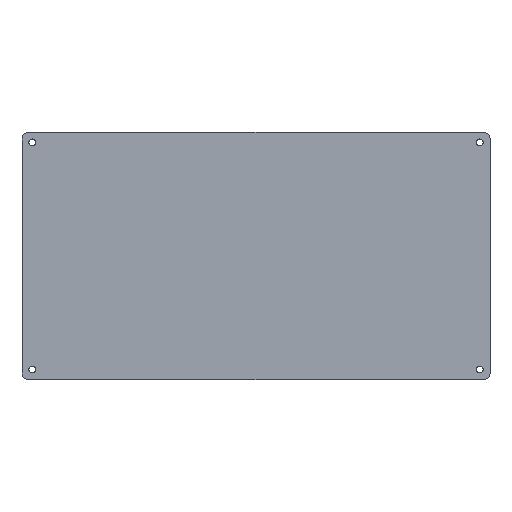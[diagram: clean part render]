
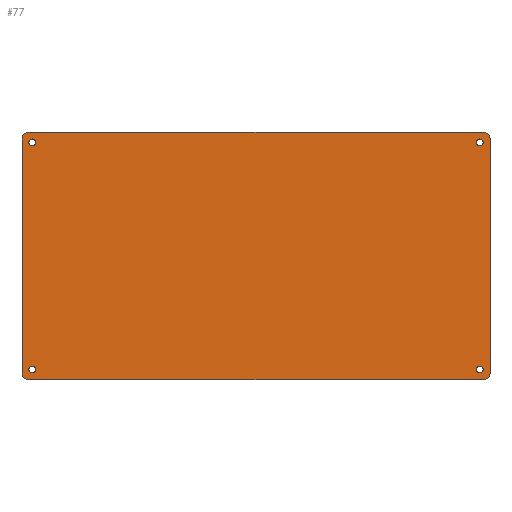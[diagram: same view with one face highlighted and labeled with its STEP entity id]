
A CAD part, top view. The second image highlights one B-rep face of the part: STEP entity #77.
In plain terms, the highlighted planar face has unit normal (0, 0, 1).
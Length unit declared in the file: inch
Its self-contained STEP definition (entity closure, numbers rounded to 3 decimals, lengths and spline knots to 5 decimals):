
#11 = AXIS2_PLACEMENT_3D ( 'NONE', #494, #93, #412 ) ;
#16 = CARTESIAN_POINT ( 'NONE',  ( 8., -4.125, 0. ) ) ;
#17 = FACE_BOUND ( 'NONE', #228, .T. ) ;
#20 = DIRECTION ( 'NONE',  ( 0., 0., 1. ) ) ;
#25 = ORIENTED_EDGE ( 'NONE', *, *, #329, .T. ) ;
#28 = VERTEX_POINT ( 'NONE', #202 ) ;
#35 = CARTESIAN_POINT ( 'NONE',  ( -8.5, -4.25, 0. ) ) ;
#41 = DIRECTION ( 'NONE',  ( 0., 0., -1. ) ) ;
#49 = CARTESIAN_POINT ( 'NONE',  ( -8.25, 4.5, 0. ) ) ;
#50 = FACE_OUTER_BOUND ( 'NONE', #503, .T. ) ;
#51 = AXIS2_PLACEMENT_3D ( 'NONE', #474, #120, #435 ) ;
#55 = LINE ( 'NONE', #173, #383 ) ;
#57 = VERTEX_POINT ( 'NONE', #483 ) ;
#66 = VERTEX_POINT ( 'NONE', #275 ) ;
#67 = ORIENTED_EDGE ( 'NONE', *, *, #211, .F. ) ;
#72 = CARTESIAN_POINT ( 'NONE',  ( 8.125, 4.125, 0. ) ) ;
#74 = CIRCLE ( 'NONE', #11, 0.25 ) ;
#77 = ADVANCED_FACE ( 'NONE', ( #380, #103, #17, #341, #50 ), #214, .T. ) ;
#78 = VERTEX_POINT ( 'NONE', #178 ) ;
#87 = CARTESIAN_POINT ( 'NONE',  ( -8.125, -4.125, 0. ) ) ;
#89 = DIRECTION ( 'NONE',  ( 0., 0., -1. ) ) ;
#92 = VERTEX_POINT ( 'NONE', #375 ) ;
#93 = DIRECTION ( 'NONE',  ( 0., 0., -1. ) ) ;
#101 = CARTESIAN_POINT ( 'NONE',  ( -8.25, -4.125, 0. ) ) ;
#103 = FACE_BOUND ( 'NONE', #301, .T. ) ;
#104 = ORIENTED_EDGE ( 'NONE', *, *, #251, .F. ) ;
#106 = EDGE_CURVE ( 'NONE', #270, #66, #74, .T. ) ;
#109 = ORIENTED_EDGE ( 'NONE', *, *, #411, .F. ) ;
#120 = DIRECTION ( 'NONE',  ( 0., 0., -1. ) ) ;
#123 = CARTESIAN_POINT ( 'NONE',  ( -8.25, -4.5, 0. ) ) ;
#132 = AXIS2_PLACEMENT_3D ( 'NONE', #288, #338, #136 ) ;
#133 = CARTESIAN_POINT ( 'NONE',  ( 8.5, 4.25, 0. ) ) ;
#136 = DIRECTION ( 'NONE',  ( -1., 0., 0. ) ) ;
#146 = ORIENTED_EDGE ( 'NONE', *, *, #455, .F. ) ;
#148 = CIRCLE ( 'NONE', #224, 0.125 ) ;
#149 = VERTEX_POINT ( 'NONE', #133 ) ;
#150 = DIRECTION ( 'NONE',  ( -1., 0., 0. ) ) ;
#152 = ORIENTED_EDGE ( 'NONE', *, *, #434, .T. ) ;
#155 = ORIENTED_EDGE ( 'NONE', *, *, #292, .F. ) ;
#156 = VECTOR ( 'NONE', #271, 39.37008 ) ;
#159 = DIRECTION ( 'NONE',  ( -1., 0., 0. ) ) ;
#161 = DIRECTION ( 'NONE',  ( 0., 0., -1. ) ) ;
#173 = CARTESIAN_POINT ( 'NONE',  ( 8.5, 4.25, 0. ) ) ;
#178 = CARTESIAN_POINT ( 'NONE',  ( -8.25, 4.5, 0. ) ) ;
#180 = EDGE_LOOP ( 'NONE', ( #25 ) ) ;
#187 = ORIENTED_EDGE ( 'NONE', *, *, #439, .F. ) ;
#198 = AXIS2_PLACEMENT_3D ( 'NONE', #72, #238, #150 ) ;
#202 = CARTESIAN_POINT ( 'NONE',  ( -8.5, 4.25, 0. ) ) ;
#211 = EDGE_CURVE ( 'NONE', #277, #149, #305, .T. ) ;
#212 = DIRECTION ( 'NONE',  ( 1., 0., 0. ) ) ;
#214 = PLANE ( 'NONE',  #430 ) ;
#217 = EDGE_CURVE ( 'NONE', #78, #277, #385, .T. ) ;
#224 = AXIS2_PLACEMENT_3D ( 'NONE', #246, #281, #397 ) ;
#228 = EDGE_LOOP ( 'NONE', ( #152 ) ) ;
#238 = DIRECTION ( 'NONE',  ( 0., 0., -1. ) ) ;
#239 = CARTESIAN_POINT ( 'NONE',  ( -8.5, -4.25, 0. ) ) ;
#241 = DIRECTION ( 'NONE',  ( 0., 1., 0. ) ) ;
#242 = AXIS2_PLACEMENT_3D ( 'NONE', #476, #41, #159 ) ;
#246 = CARTESIAN_POINT ( 'NONE',  ( 8.125, -4.125, 0. ) ) ;
#248 = DIRECTION ( 'NONE',  ( -1., 0., 0. ) ) ;
#251 = EDGE_CURVE ( 'NONE', #149, #270, #55, .T. ) ;
#254 = CARTESIAN_POINT ( 'NONE',  ( 0., 0., 0. ) ) ;
#258 = DIRECTION ( 'NONE',  ( 1., 0., 0. ) ) ;
#264 = ORIENTED_EDGE ( 'NONE', *, *, #388, .T. ) ;
#268 = CARTESIAN_POINT ( 'NONE',  ( 8.25, -4.5, 0. ) ) ;
#270 = VERTEX_POINT ( 'NONE', #315 ) ;
#271 = DIRECTION ( 'NONE',  ( -1., 0., 0. ) ) ;
#272 = ORIENTED_EDGE ( 'NONE', *, *, #217, .F. ) ;
#275 = CARTESIAN_POINT ( 'NONE',  ( 8.25, -4.5, 0. ) ) ;
#277 = VERTEX_POINT ( 'NONE', #354 ) ;
#280 = CIRCLE ( 'NONE', #51, 0.25 ) ;
#281 = DIRECTION ( 'NONE',  ( 0., 0., -1. ) ) ;
#288 = CARTESIAN_POINT ( 'NONE',  ( 8.25, 4.25, 0. ) ) ;
#292 = EDGE_CURVE ( 'NONE', #66, #470, #428, .T. ) ;
#295 = EDGE_LOOP ( 'NONE', ( #493 ) ) ;
#301 = EDGE_LOOP ( 'NONE', ( #264 ) ) ;
#305 = CIRCLE ( 'NONE', #132, 0.25 ) ;
#315 = CARTESIAN_POINT ( 'NONE',  ( 8.5, -4.25, 0. ) ) ;
#318 = DIRECTION ( 'NONE',  ( -1., 0., 0. ) ) ;
#325 = LINE ( 'NONE', #35, #406 ) ;
#329 = EDGE_CURVE ( 'NONE', #57, #57, #463, .T. ) ;
#338 = DIRECTION ( 'NONE',  ( 0., 0., -1. ) ) ;
#341 = FACE_BOUND ( 'NONE', #180, .T. ) ;
#354 = CARTESIAN_POINT ( 'NONE',  ( 8.25, 4.5, 0. ) ) ;
#363 = CARTESIAN_POINT ( 'NONE',  ( -8.125, 4.125, 0. ) ) ;
#364 = EDGE_CURVE ( 'NONE', #414, #414, #148, .T. ) ;
#367 = VERTEX_POINT ( 'NONE', #239 ) ;
#374 = VECTOR ( 'NONE', #212, 39.37008 ) ;
#375 = CARTESIAN_POINT ( 'NONE',  ( -8.25, 4.125, 0. ) ) ;
#380 = FACE_BOUND ( 'NONE', #295, .T. ) ;
#383 = VECTOR ( 'NONE', #389, 39.37008 ) ;
#385 = LINE ( 'NONE', #49, #374 ) ;
#388 = EDGE_CURVE ( 'NONE', #487, #487, #424, .T. ) ;
#389 = DIRECTION ( 'NONE',  ( 0., -1., 0. ) ) ;
#395 = ORIENTED_EDGE ( 'NONE', *, *, #106, .F. ) ;
#397 = DIRECTION ( 'NONE',  ( -1., 0., 0. ) ) ;
#406 = VECTOR ( 'NONE', #241, 39.37008 ) ;
#411 = EDGE_CURVE ( 'NONE', #367, #28, #325, .T. ) ;
#412 = DIRECTION ( 'NONE',  ( -1., 0., 0. ) ) ;
#414 = VERTEX_POINT ( 'NONE', #16 ) ;
#424 = CIRCLE ( 'NONE', #486, 0.125 ) ;
#428 = LINE ( 'NONE', #268, #156 ) ;
#430 = AXIS2_PLACEMENT_3D ( 'NONE', #254, #20, #258 ) ;
#434 = EDGE_CURVE ( 'NONE', #92, #92, #505, .T. ) ;
#435 = DIRECTION ( 'NONE',  ( -1., 0., 0. ) ) ;
#439 = EDGE_CURVE ( 'NONE', #470, #367, #280, .T. ) ;
#455 = EDGE_CURVE ( 'NONE', #28, #78, #515, .T. ) ;
#463 = CIRCLE ( 'NONE', #198, 0.125 ) ;
#464 = AXIS2_PLACEMENT_3D ( 'NONE', #363, #89, #248 ) ;
#470 = VERTEX_POINT ( 'NONE', #123 ) ;
#474 = CARTESIAN_POINT ( 'NONE',  ( -8.25, -4.25, 0. ) ) ;
#476 = CARTESIAN_POINT ( 'NONE',  ( -8.25, 4.25, 0. ) ) ;
#483 = CARTESIAN_POINT ( 'NONE',  ( 8., 4.125, 0. ) ) ;
#486 = AXIS2_PLACEMENT_3D ( 'NONE', #87, #161, #318 ) ;
#487 = VERTEX_POINT ( 'NONE', #101 ) ;
#493 = ORIENTED_EDGE ( 'NONE', *, *, #364, .T. ) ;
#494 = CARTESIAN_POINT ( 'NONE',  ( 8.25, -4.25, 0. ) ) ;
#503 = EDGE_LOOP ( 'NONE', ( #104, #67, #272, #146, #109, #187, #155, #395 ) ) ;
#505 = CIRCLE ( 'NONE', #464, 0.125 ) ;
#515 = CIRCLE ( 'NONE', #242, 0.25 ) ;
